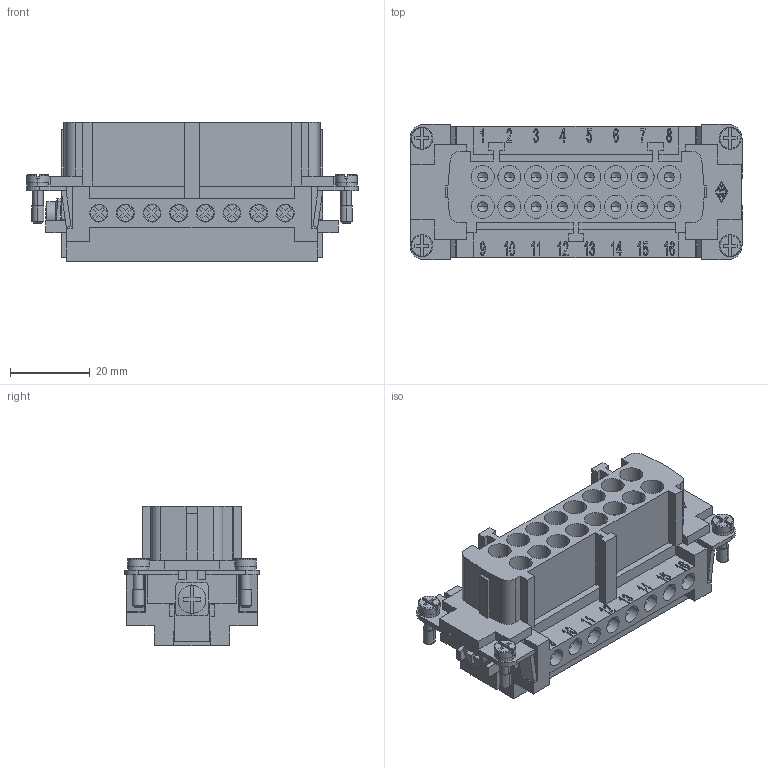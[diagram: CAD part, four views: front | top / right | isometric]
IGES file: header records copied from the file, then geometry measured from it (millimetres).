
Global section: file name: No Iges File Name specified; native system: AutoDesk Inventor R6.1; preprocessor: AutoDesk Inventor Iges Exporter R6.1; author: No Author specified; organization: No Organization specified; date: 20061025.124203; units: millimetre
Bounding box: 83.5 x 34 x 35 mm (x, y, z)
Volume: 41882.8 mm3; surface area: 28641.7 mm2
Topology: 1 solids, 1 shells, 1681 faces, 4460 edges, 2933 vertices
Faces by surface type: bspline 783, plane 744, revolution 80, cylinder 58, torus 8, cone 4, sphere 4
